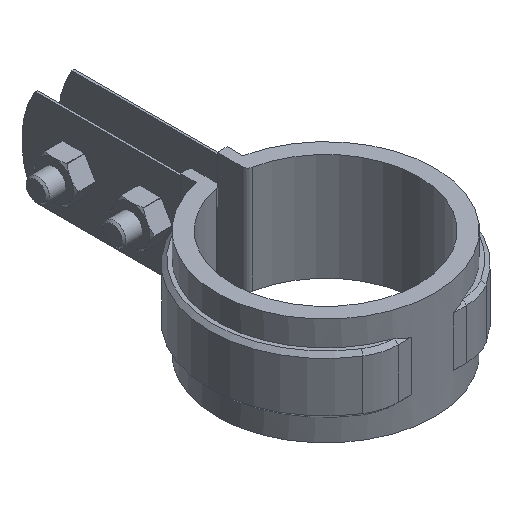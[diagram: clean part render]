
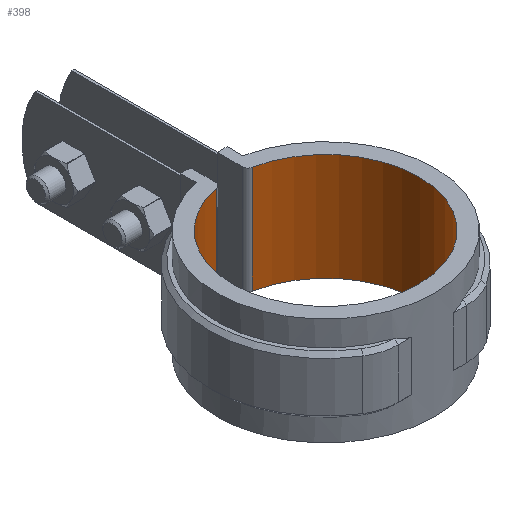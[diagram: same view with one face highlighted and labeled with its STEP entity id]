
A CAD part, isometric view. The second image highlights one B-rep face of the part: STEP entity #398.
In plain terms, the highlighted cylindrical face has radius 24.3 mm (diameter 48.6 mm), a partial arc.
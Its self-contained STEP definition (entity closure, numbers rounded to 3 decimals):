
#398 = ADVANCED_FACE( '', ( #712 ), #713, .F. );
#712 = FACE_OUTER_BOUND( '', #1543, .T. );
#713 = CYLINDRICAL_SURFACE( '', #1544, 24.3 );
#1543 = EDGE_LOOP( '', ( #3542, #3543, #3544, #3545 ) );
#1544 = AXIS2_PLACEMENT_3D( '', #3546, #3547, #3548 );
#3542 = ORIENTED_EDGE( '', *, *, #5814, .F. );
#3543 = ORIENTED_EDGE( '', *, *, #5815, .T. );
#3544 = ORIENTED_EDGE( '', *, *, #5816, .T. );
#3545 = ORIENTED_EDGE( '', *, *, #5768, .T. );
#3546 = CARTESIAN_POINT( '', ( 0., 0., -96.631 ) );
#3547 = DIRECTION( '', ( 0., 0., 1. ) );
#3548 = DIRECTION( '', ( -1., 0., 0. ) );
#5768 = EDGE_CURVE( '', #6561, #6558, #6562, .T. );
#5814 = EDGE_CURVE( '', #6634, #6558, #6635, .F. );
#5815 = EDGE_CURVE( '', #6634, #6636, #6637, .T. );
#5816 = EDGE_CURVE( '', #6636, #6561, #6638, .F. );
#6558 = VERTEX_POINT( '', #9254 );
#6561 = VERTEX_POINT( '', #9257 );
#6562 = LINE( '', #9258, #9259 );
#6634 = VERTEX_POINT( '', #9534 );
#6635 = CIRCLE( '', #9535, 24.3 );
#6636 = VERTEX_POINT( '', #9536 );
#6637 = LINE( '', #9537, #9538 );
#6638 = CIRCLE( '', #9539, 24.3 );
#9254 = CARTESIAN_POINT( '', ( 4.709, 23.839, -26.5 ) );
#9257 = CARTESIAN_POINT( '', ( 4.709, 23.839, 1.5 ) );
#9258 = CARTESIAN_POINT( '', ( 4.709, 23.839, -96.631 ) );
#9259 = VECTOR( '', #10870, 1000. );
#9534 = CARTESIAN_POINT( '', ( -4.709, 23.839, -26.5 ) );
#9535 = AXIS2_PLACEMENT_3D( '', #10917, #10918, #10919 );
#9536 = CARTESIAN_POINT( '', ( -4.709, 23.839, 1.5 ) );
#9537 = CARTESIAN_POINT( '', ( -4.709, 23.839, -96.631 ) );
#9538 = VECTOR( '', #10920, 1000. );
#9539 = AXIS2_PLACEMENT_3D( '', #10921, #10922, #10923 );
#10870 = DIRECTION( '', ( 0., 0., -1. ) );
#10917 = CARTESIAN_POINT( '', ( 0., 0., -26.5 ) );
#10918 = DIRECTION( '', ( 0., 0., -1. ) );
#10919 = DIRECTION( '', ( -1., 0., 0. ) );
#10920 = DIRECTION( '', ( 0., 0., 1. ) );
#10921 = CARTESIAN_POINT( '', ( 0., 0., 1.5 ) );
#10922 = DIRECTION( '', ( 0., 0., -1. ) );
#10923 = DIRECTION( '', ( -1., 0., 0. ) );
